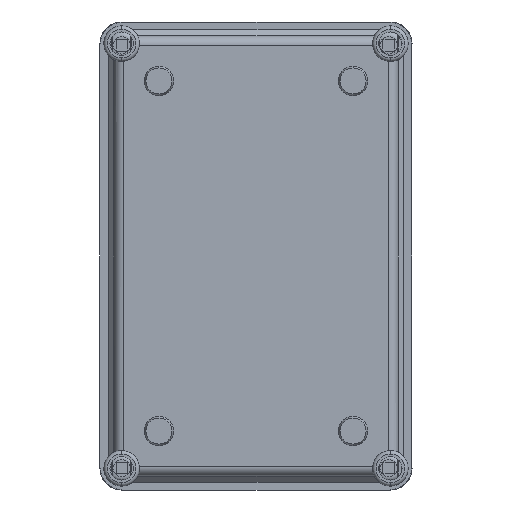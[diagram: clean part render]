
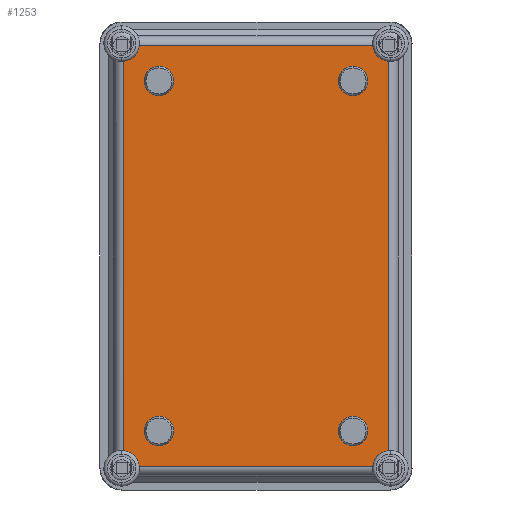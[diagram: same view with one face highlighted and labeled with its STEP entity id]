
A CAD part, front view. The second image highlights one B-rep face of the part: STEP entity #1253.
In plain terms, the highlighted planar face has unit normal (0, -1, 0).
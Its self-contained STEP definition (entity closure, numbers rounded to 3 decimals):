
#65 = DIRECTION ( 'NONE',  ( 0., -1., 0. ) ) ;
#98 = EDGE_CURVE ( 'NONE', #5361, #632, #12569, .T. ) ;
#201 = DIRECTION ( 'NONE',  ( 0., -1., 0. ) ) ;
#319 = EDGE_CURVE ( 'NONE', #8840, #10078, #11180, .T. ) ;
#409 = ORIENTED_EDGE ( 'NONE', *, *, #7910, .T. ) ;
#534 = CARTESIAN_POINT ( 'NONE',  ( 67.299, 0., 121.5 ) ) ;
#559 = CARTESIAN_POINT ( 'NONE',  ( 67.299, 0., -121.5 ) ) ;
#632 = VERTEX_POINT ( 'NONE', #1313 ) ;
#661 = CARTESIAN_POINT ( 'NONE',  ( -76.5, 0., 112.299 ) ) ;
#689 = DIRECTION ( 'NONE',  ( 0., -1., 0. ) ) ;
#790 = VERTEX_POINT ( 'NONE', #661 ) ;
#852 = CIRCLE ( 'NONE', #5505, 8.5 ) ;
#864 = EDGE_CURVE ( 'NONE', #1433, #632, #9421, .T. ) ;
#934 = CIRCLE ( 'NONE', #3881, 10.25 ) ;
#995 = DIRECTION ( 'NONE',  ( 0., 0., -1. ) ) ;
#1040 = FACE_OUTER_BOUND ( 'NONE', #10667, .T. ) ;
#1126 = EDGE_CURVE ( 'NONE', #5361, #12149, #7775, .T. ) ;
#1240 = ORIENTED_EDGE ( 'NONE', *, *, #5884, .F. ) ;
#1253 = ADVANCED_FACE ( 'NONE', ( #5592, #6218, #1040, #3729, #5431 ), #5790, .T. ) ;
#1313 = CARTESIAN_POINT ( 'NONE',  ( 76.5, 0., 112.299 ) ) ;
#1433 = VERTEX_POINT ( 'NONE', #6427 ) ;
#1626 = CARTESIAN_POINT ( 'NONE',  ( 56., 0., 101. ) ) ;
#1646 = CIRCLE ( 'NONE', #7930, 10.25 ) ;
#1718 = CARTESIAN_POINT ( 'NONE',  ( 56., 0., 101. ) ) ;
#1737 = EDGE_CURVE ( 'NONE', #790, #7167, #8775, .T. ) ;
#2081 = EDGE_CURVE ( 'NONE', #9172, #10929, #2099, .T. ) ;
#2099 = CIRCLE ( 'NONE', #4112, 8.5 ) ;
#2601 = CARTESIAN_POINT ( 'NONE',  ( -67.299, 0., -121.5 ) ) ;
#2636 = CIRCLE ( 'NONE', #3487, 8.5 ) ;
#2683 = EDGE_CURVE ( 'NONE', #5854, #5876, #9678, .T. ) ;
#2685 = CARTESIAN_POINT ( 'NONE',  ( 56., 0., -101. ) ) ;
#2690 = ORIENTED_EDGE ( 'NONE', *, *, #319, .F. ) ;
#2740 = CARTESIAN_POINT ( 'NONE',  ( -82., 0., 121.5 ) ) ;
#3372 = CARTESIAN_POINT ( 'NONE',  ( -56., 0., -92.5 ) ) ;
#3487 = AXIS2_PLACEMENT_3D ( 'NONE', #1626, #689, #5822 ) ;
#3592 = VERTEX_POINT ( 'NONE', #2601 ) ;
#3632 = DIRECTION ( 'NONE',  ( 0., -1., 0. ) ) ;
#3729 = FACE_BOUND ( 'NONE', #6078, .T. ) ;
#3881 = AXIS2_PLACEMENT_3D ( 'NONE', #9969, #8973, #3993 ) ;
#3918 = CARTESIAN_POINT ( 'NONE',  ( -76.5, 0., -127. ) ) ;
#3966 = DIRECTION ( 'NONE',  ( 0., 0., -1. ) ) ;
#3993 = DIRECTION ( 'NONE',  ( 0., 0., -1. ) ) ;
#4041 = DIRECTION ( 'NONE',  ( 0., -1., 0. ) ) ;
#4112 = AXIS2_PLACEMENT_3D ( 'NONE', #10056, #11962, #8144 ) ;
#4303 = CARTESIAN_POINT ( 'NONE',  ( -56., 0., -101. ) ) ;
#4441 = CARTESIAN_POINT ( 'NONE',  ( 56., 0., 109.5 ) ) ;
#4856 = VERTEX_POINT ( 'NONE', #9737 ) ;
#4865 = DIRECTION ( 'NONE',  ( 0., -1., 0. ) ) ;
#5023 = EDGE_CURVE ( 'NONE', #10078, #8840, #7260, .T. ) ;
#5050 = EDGE_CURVE ( 'NONE', #7019, #4856, #9703, .T. ) ;
#5144 = VECTOR ( 'NONE', #6576, 1000. ) ;
#5152 = AXIS2_PLACEMENT_3D ( 'NONE', #8971, #65, #12866 ) ;
#5190 = DIRECTION ( 'NONE',  ( 0., 0., -1. ) ) ;
#5288 = EDGE_LOOP ( 'NONE', ( #7483, #2690 ) ) ;
#5294 = DIRECTION ( 'NONE',  ( 0., -1., 0. ) ) ;
#5342 = LINE ( 'NONE', #11715, #9473 ) ;
#5361 = VERTEX_POINT ( 'NONE', #534 ) ;
#5404 = DIRECTION ( 'NONE',  ( 0., 0., -1. ) ) ;
#5431 = FACE_BOUND ( 'NONE', #9761, .T. ) ;
#5505 = AXIS2_PLACEMENT_3D ( 'NONE', #4303, #5294, #5190 ) ;
#5592 = FACE_BOUND ( 'NONE', #9944, .T. ) ;
#5647 = DIRECTION ( 'NONE',  ( 0., 0., -1. ) ) ;
#5719 = DIRECTION ( 'NONE',  ( 0., 0., -1. ) ) ;
#5790 = PLANE ( 'NONE',  #7366 ) ;
#5822 = DIRECTION ( 'NONE',  ( 0., 0., -1. ) ) ;
#5854 = VERTEX_POINT ( 'NONE', #4441 ) ;
#5876 = VERTEX_POINT ( 'NONE', #9453 ) ;
#5884 = EDGE_CURVE ( 'NONE', #5876, #5854, #2636, .T. ) ;
#6030 = CARTESIAN_POINT ( 'NONE',  ( -77.5, 0., 122.5 ) ) ;
#6078 = EDGE_LOOP ( 'NONE', ( #1240, #8736 ) ) ;
#6179 = CARTESIAN_POINT ( 'NONE',  ( 77.5, 0., -122.5 ) ) ;
#6218 = FACE_BOUND ( 'NONE', #5288, .T. ) ;
#6264 = AXIS2_PLACEMENT_3D ( 'NONE', #10276, #8297, #5404 ) ;
#6349 = ORIENTED_EDGE ( 'NONE', *, *, #1737, .T. ) ;
#6374 = CARTESIAN_POINT ( 'NONE',  ( 56., 0., -109.5 ) ) ;
#6391 = CIRCLE ( 'NONE', #9099, 10.25 ) ;
#6427 = CARTESIAN_POINT ( 'NONE',  ( 76.5, 0., -112.299 ) ) ;
#6576 = DIRECTION ( 'NONE',  ( -1., 0., 0. ) ) ;
#6586 = CARTESIAN_POINT ( 'NONE',  ( -56., 0., 101. ) ) ;
#6794 = DIRECTION ( 'NONE',  ( 0., -1., 0. ) ) ;
#6825 = CIRCLE ( 'NONE', #7583, 8.5 ) ;
#6930 = AXIS2_PLACEMENT_3D ( 'NONE', #6586, #3632, #8588 ) ;
#7015 = VERTEX_POINT ( 'NONE', #559 ) ;
#7019 = VERTEX_POINT ( 'NONE', #6374 ) ;
#7104 = EDGE_CURVE ( 'NONE', #4856, #7019, #6825, .T. ) ;
#7167 = VERTEX_POINT ( 'NONE', #12750 ) ;
#7195 = DIRECTION ( 'NONE',  ( 0., 0., -1. ) ) ;
#7224 = ORIENTED_EDGE ( 'NONE', *, *, #7104, .F. ) ;
#7260 = CIRCLE ( 'NONE', #8617, 8.5 ) ;
#7335 = EDGE_CURVE ( 'NONE', #10929, #9172, #852, .T. ) ;
#7366 = AXIS2_PLACEMENT_3D ( 'NONE', #9826, #6794, #11814 ) ;
#7443 = CARTESIAN_POINT ( 'NONE',  ( -56., 0., 92.5 ) ) ;
#7483 = ORIENTED_EDGE ( 'NONE', *, *, #5023, .F. ) ;
#7583 = AXIS2_PLACEMENT_3D ( 'NONE', #2685, #11633, #5719 ) ;
#7775 = LINE ( 'NONE', #2740, #5144 ) ;
#7910 = EDGE_CURVE ( 'NONE', #3592, #7015, #5342, .T. ) ;
#7930 = AXIS2_PLACEMENT_3D ( 'NONE', #6030, #4041, #995 ) ;
#8044 = EDGE_CURVE ( 'NONE', #3592, #7167, #934, .T. ) ;
#8100 = ORIENTED_EDGE ( 'NONE', *, *, #2081, .F. ) ;
#8144 = DIRECTION ( 'NONE',  ( 0., 0., -1. ) ) ;
#8175 = VECTOR ( 'NONE', #3966, 1000. ) ;
#8297 = DIRECTION ( 'NONE',  ( 0., -1., 0. ) ) ;
#8543 = ORIENTED_EDGE ( 'NONE', *, *, #5050, .F. ) ;
#8588 = DIRECTION ( 'NONE',  ( 0., 0., -1. ) ) ;
#8617 = AXIS2_PLACEMENT_3D ( 'NONE', #8806, #4865, #9845 ) ;
#8648 = AXIS2_PLACEMENT_3D ( 'NONE', #1718, #10512, #5647 ) ;
#8736 = ORIENTED_EDGE ( 'NONE', *, *, #2683, .F. ) ;
#8775 = LINE ( 'NONE', #3918, #8175 ) ;
#8806 = CARTESIAN_POINT ( 'NONE',  ( -56., 0., 101. ) ) ;
#8818 = ORIENTED_EDGE ( 'NONE', *, *, #7335, .F. ) ;
#8840 = VERTEX_POINT ( 'NONE', #10765 ) ;
#8971 = CARTESIAN_POINT ( 'NONE',  ( 56., 0., -101. ) ) ;
#8973 = DIRECTION ( 'NONE',  ( 0., -1., 0. ) ) ;
#9099 = AXIS2_PLACEMENT_3D ( 'NONE', #6179, #201, #7195 ) ;
#9124 = VECTOR ( 'NONE', #12613, 1000. ) ;
#9172 = VERTEX_POINT ( 'NONE', #3372 ) ;
#9421 = LINE ( 'NONE', #11627, #9124 ) ;
#9453 = CARTESIAN_POINT ( 'NONE',  ( 56., 0., 92.5 ) ) ;
#9473 = VECTOR ( 'NONE', #9627, 1000. ) ;
#9627 = DIRECTION ( 'NONE',  ( 1., 0., 0. ) ) ;
#9678 = CIRCLE ( 'NONE', #8648, 8.5 ) ;
#9703 = CIRCLE ( 'NONE', #5152, 8.5 ) ;
#9737 = CARTESIAN_POINT ( 'NONE',  ( 56., 0., -92.5 ) ) ;
#9740 = CARTESIAN_POINT ( 'NONE',  ( -67.299, 0., 121.5 ) ) ;
#9761 = EDGE_LOOP ( 'NONE', ( #8818, #8100 ) ) ;
#9819 = ORIENTED_EDGE ( 'NONE', *, *, #10014, .F. ) ;
#9826 = CARTESIAN_POINT ( 'NONE',  ( -82., 0., -127. ) ) ;
#9845 = DIRECTION ( 'NONE',  ( 0., 0., -1. ) ) ;
#9944 = EDGE_LOOP ( 'NONE', ( #8543, #7224 ) ) ;
#9969 = CARTESIAN_POINT ( 'NONE',  ( -77.5, 0., -122.5 ) ) ;
#10014 = EDGE_CURVE ( 'NONE', #1433, #7015, #6391, .T. ) ;
#10056 = CARTESIAN_POINT ( 'NONE',  ( -56., 0., -101. ) ) ;
#10078 = VERTEX_POINT ( 'NONE', #7443 ) ;
#10244 = ORIENTED_EDGE ( 'NONE', *, *, #8044, .F. ) ;
#10276 = CARTESIAN_POINT ( 'NONE',  ( 77.5, 0., 122.5 ) ) ;
#10512 = DIRECTION ( 'NONE',  ( 0., -1., 0. ) ) ;
#10667 = EDGE_LOOP ( 'NONE', ( #11659, #11172, #11698, #6349, #10244, #409, #9819, #10803 ) ) ;
#10765 = CARTESIAN_POINT ( 'NONE',  ( -56., 0., 109.5 ) ) ;
#10803 = ORIENTED_EDGE ( 'NONE', *, *, #864, .T. ) ;
#10929 = VERTEX_POINT ( 'NONE', #11303 ) ;
#11172 = ORIENTED_EDGE ( 'NONE', *, *, #1126, .T. ) ;
#11180 = CIRCLE ( 'NONE', #6930, 8.5 ) ;
#11303 = CARTESIAN_POINT ( 'NONE',  ( -56., 0., -109.5 ) ) ;
#11627 = CARTESIAN_POINT ( 'NONE',  ( 76.5, 0., 127. ) ) ;
#11633 = DIRECTION ( 'NONE',  ( 0., -1., 0. ) ) ;
#11659 = ORIENTED_EDGE ( 'NONE', *, *, #98, .F. ) ;
#11698 = ORIENTED_EDGE ( 'NONE', *, *, #12670, .F. ) ;
#11715 = CARTESIAN_POINT ( 'NONE',  ( 82., 0., -121.5 ) ) ;
#11814 = DIRECTION ( 'NONE',  ( 0., 0., -1. ) ) ;
#11962 = DIRECTION ( 'NONE',  ( 0., -1., 0. ) ) ;
#12149 = VERTEX_POINT ( 'NONE', #9740 ) ;
#12569 = CIRCLE ( 'NONE', #6264, 10.25 ) ;
#12613 = DIRECTION ( 'NONE',  ( 0., 0., 1. ) ) ;
#12670 = EDGE_CURVE ( 'NONE', #790, #12149, #1646, .T. ) ;
#12750 = CARTESIAN_POINT ( 'NONE',  ( -76.5, 0., -112.299 ) ) ;
#12866 = DIRECTION ( 'NONE',  ( 0., 0., -1. ) ) ;
